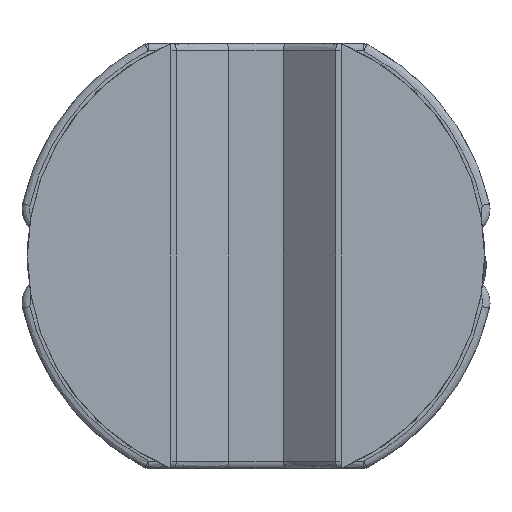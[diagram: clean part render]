
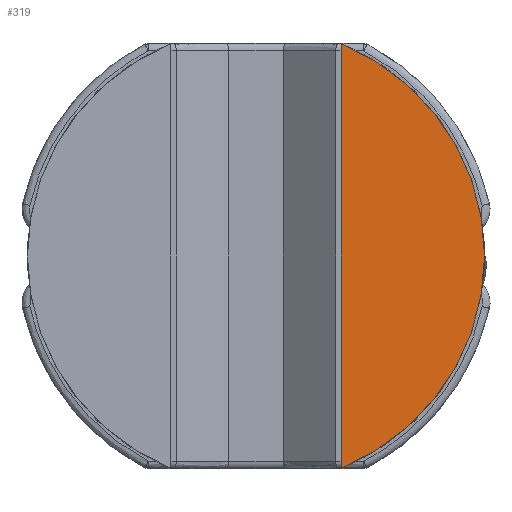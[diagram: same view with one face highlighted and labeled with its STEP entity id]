
A CAD part, front view. The second image highlights one B-rep face of the part: STEP entity #319.
In plain terms, the highlighted planar face has unit normal (0, -1, 0).
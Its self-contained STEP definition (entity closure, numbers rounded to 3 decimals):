
#319 = ADVANCED_FACE ( 'NONE', ( #4625 ), #4711, .F. ) ;
#479 = EDGE_CURVE ( 'NONE', #6639, #7902, #5172, .T. ) ;
#702 = CARTESIAN_POINT ( 'NONE',  ( 0., 0., 0. ) ) ;
#852 = CARTESIAN_POINT ( 'NONE',  ( 0.6, 0., 0. ) ) ;
#860 = CARTESIAN_POINT ( 'NONE',  ( 0.6, 0., 1.497 ) ) ;
#1392 = VECTOR ( 'NONE', #6989, 1000. ) ;
#1909 = DIRECTION ( 'NONE',  ( 0., 1., 0. ) ) ;
#2076 = CARTESIAN_POINT ( 'NONE',  ( 0., 0., 0. ) ) ;
#2928 = ORIENTED_EDGE ( 'NONE', *, *, #479, .F. ) ;
#2981 = AXIS2_PLACEMENT_3D ( 'NONE', #702, #1909, #6309 ) ;
#3865 = AXIS2_PLACEMENT_3D ( 'NONE', #2076, #4667, #4540 ) ;
#4540 = DIRECTION ( 'NONE',  ( 0., 0., 1. ) ) ;
#4625 = FACE_OUTER_BOUND ( 'NONE', #7555, .T. ) ;
#4667 = DIRECTION ( 'NONE',  ( 0., 1., 0. ) ) ;
#4711 = PLANE ( 'NONE',  #3865 ) ;
#5147 = CARTESIAN_POINT ( 'NONE',  ( 0.6, 0., -1.497 ) ) ;
#5172 = CIRCLE ( 'NONE', #2981, 1.613 ) ;
#5272 = ORIENTED_EDGE ( 'NONE', *, *, #6942, .F. ) ;
#5278 = LINE ( 'NONE', #852, #1392 ) ;
#6309 = DIRECTION ( 'NONE',  ( 0., 0., 1. ) ) ;
#6639 = VERTEX_POINT ( 'NONE', #860 ) ;
#6942 = EDGE_CURVE ( 'NONE', #7902, #6639, #5278, .T. ) ;
#6989 = DIRECTION ( 'NONE',  ( 0., 0., 1. ) ) ;
#7555 = EDGE_LOOP ( 'NONE', ( #5272, #2928 ) ) ;
#7902 = VERTEX_POINT ( 'NONE', #5147 ) ;
